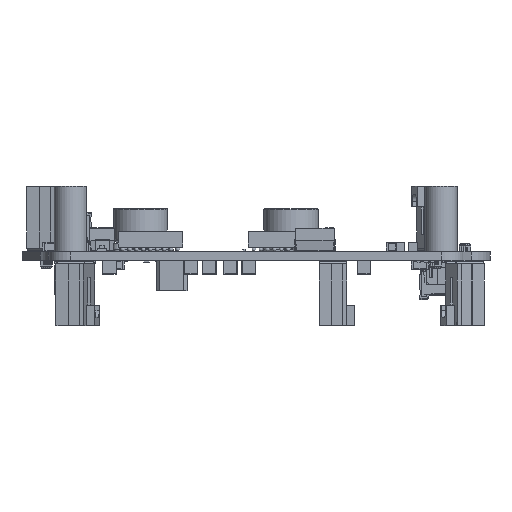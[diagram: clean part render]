
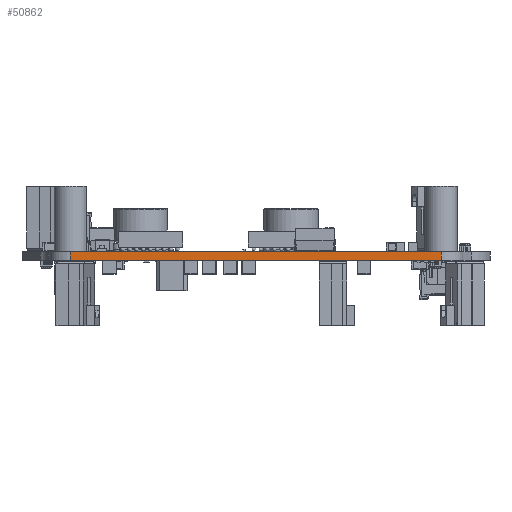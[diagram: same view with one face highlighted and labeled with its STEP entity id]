
A CAD part, front view. The second image highlights one B-rep face of the part: STEP entity #50862.
In plain terms, the highlighted planar face has unit normal (0, 1, 0).
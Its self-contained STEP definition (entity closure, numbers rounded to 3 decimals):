
#50835 = VERTEX_POINT('',#50836);
#50836 = CARTESIAN_POINT('',(173.672,-109.871,1.625));
#50843 = EDGE_CURVE('',#50844,#50835,#50846,.T.);
#50844 = VERTEX_POINT('',#50845);
#50845 = CARTESIAN_POINT('',(173.672,-109.871,0.));
#50846 = LINE('',#50847,#50848);
#50847 = CARTESIAN_POINT('',(173.672,-109.871,0.));
#50848 = VECTOR('',#50849,1.);
#50849 = DIRECTION('',(0.,0.,1.));
#50862 = ADVANCED_FACE('',(#50863),#50888,.F.);
#50863 = FACE_BOUND('',#50864,.F.);
#50864 = EDGE_LOOP('',(#50865,#50866,#50874,#50882));
#50865 = ORIENTED_EDGE('',*,*,#50843,.T.);
#50866 = ORIENTED_EDGE('',*,*,#50867,.T.);
#50867 = EDGE_CURVE('',#50835,#50868,#50870,.T.);
#50868 = VERTEX_POINT('',#50869);
#50869 = CARTESIAN_POINT('',(105.158,-109.865,1.625));
#50870 = LINE('',#50871,#50872);
#50871 = CARTESIAN_POINT('',(173.672,-109.871,1.625));
#50872 = VECTOR('',#50873,1.);
#50873 = DIRECTION('',(-1.,0.,0.));
#50874 = ORIENTED_EDGE('',*,*,#50875,.F.);
#50875 = EDGE_CURVE('',#50876,#50868,#50878,.T.);
#50876 = VERTEX_POINT('',#50877);
#50877 = CARTESIAN_POINT('',(105.158,-109.865,0.));
#50878 = LINE('',#50879,#50880);
#50879 = CARTESIAN_POINT('',(105.158,-109.865,0.));
#50880 = VECTOR('',#50881,1.);
#50881 = DIRECTION('',(0.,0.,1.));
#50882 = ORIENTED_EDGE('',*,*,#50883,.F.);
#50883 = EDGE_CURVE('',#50844,#50876,#50884,.T.);
#50884 = LINE('',#50885,#50886);
#50885 = CARTESIAN_POINT('',(173.672,-109.871,0.));
#50886 = VECTOR('',#50887,1.);
#50887 = DIRECTION('',(-1.,0.,0.));
#50888 = PLANE('',#50889);
#50889 = AXIS2_PLACEMENT_3D('',#50890,#50891,#50892);
#50890 = CARTESIAN_POINT('',(173.672,-109.871,0.));
#50891 = DIRECTION('',(0.,-1.,0.));
#50892 = DIRECTION('',(-1.,0.,0.));
